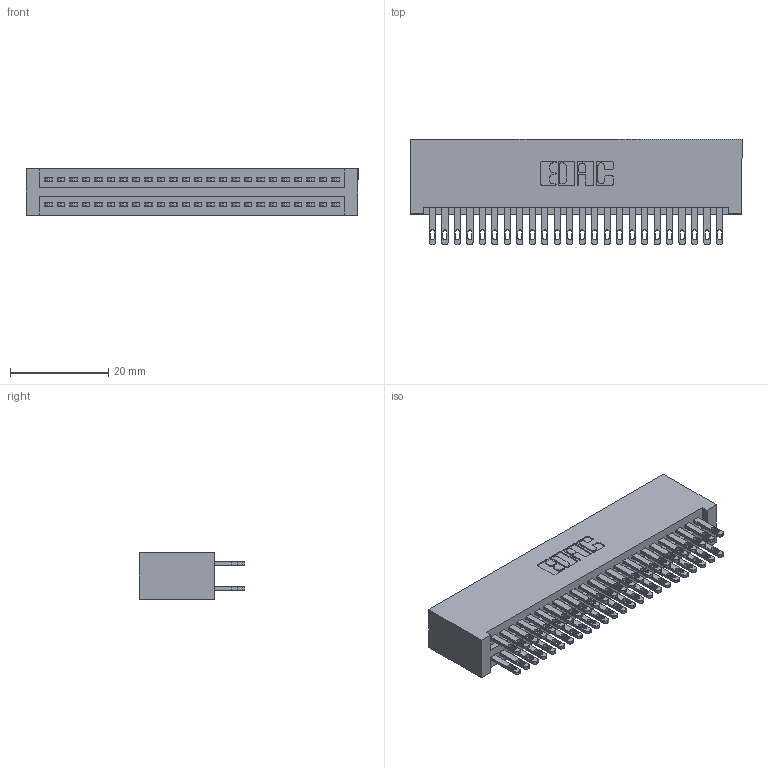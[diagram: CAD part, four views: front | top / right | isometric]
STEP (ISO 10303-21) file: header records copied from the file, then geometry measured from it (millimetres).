
FILE_DESCRIPTION (( 'STEP AP203' ), '1' );
FILE_NAME ('345-048-500-201.STEP', '2019-10-29T03:33:31', ( '' ), ( '' ), 'SwSTEP 2.0', 'SolidWorks 2016', '' );
FILE_SCHEMA (( 'CONFIG_CONTROL_DESIGN' ));
Length unit declared in the file: inch
Products named in the file (3): 345 Part_No Mounting Lugs; 345-048-500-201; 345-292-001_345-293-100
Assembly tree (49 placements, depth 2):
  345-048-500-201
    345 Part_No Mounting Lugs
    345-292-001_345-293-100  x48
Bounding box: 67.56 x 21.51 x 9.4 mm (x, y, z)
Volume: 7158.7 mm3; surface area: 11026 mm2
Topology: 49 solids, 49 shells, 2326 faces, 7085 edges, 4722 vertices
Faces by surface type: plane 1372, cylinder 954
Entity records: 20907 total; most frequent: CARTESIAN_POINT 3520, ORIENTED_EDGE 3454, DIRECTION 3123, EDGE_CURVE 1727, LINE 1503, VECTOR 1503, VERTEX_POINT 1150, AXIS2_PLACEMENT_3D 810
